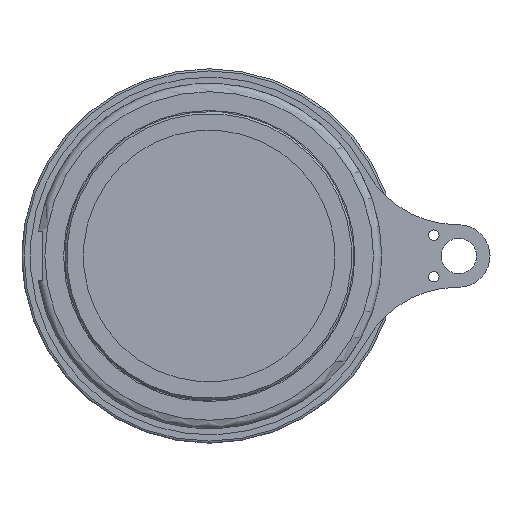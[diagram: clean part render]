
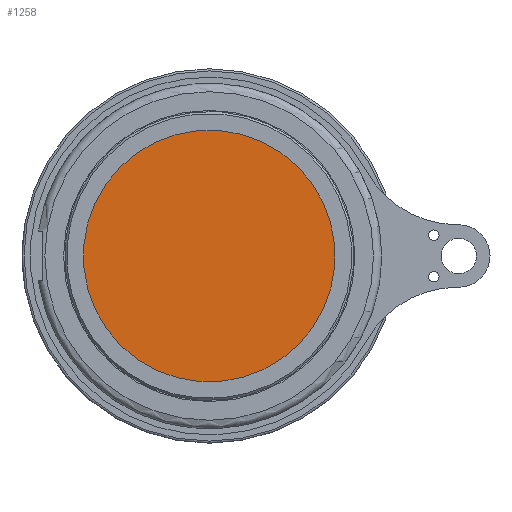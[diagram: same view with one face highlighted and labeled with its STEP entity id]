
A CAD part, left-side view. The second image highlights one B-rep face of the part: STEP entity #1258.
In plain terms, the highlighted planar face has unit normal (-1, 0, 0).
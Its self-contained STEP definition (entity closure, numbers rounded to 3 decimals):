
#66=PLANE('',#1362);
#108=FACE_OUTER_BOUND('',#177,.T.);
#177=EDGE_LOOP('',(#838));
#401=CIRCLE('',#1363,30.25);
#501=VERTEX_POINT('',#1951);
#636=EDGE_CURVE('',#501,#501,#401,.T.);
#838=ORIENTED_EDGE('',*,*,#636,.F.);
#1258=ADVANCED_FACE('',(#108),#66,.F.);
#1362=AXIS2_PLACEMENT_3D('',#1950,#1561,#1562);
#1363=AXIS2_PLACEMENT_3D('',#1952,#1563,#1564);
#1561=DIRECTION('center_axis',(1.,0.,0.));
#1562=DIRECTION('ref_axis',(0.,1.,0.));
#1563=DIRECTION('center_axis',(1.,0.,0.));
#1564=DIRECTION('ref_axis',(0.,-0.997,-0.082));
#1950=CARTESIAN_POINT('Origin',(-52.125,0.,35.));
#1951=CARTESIAN_POINT('',(-52.125,30.147,2.49));
#1952=CARTESIAN_POINT('Origin',(-52.125,0.,0.));
